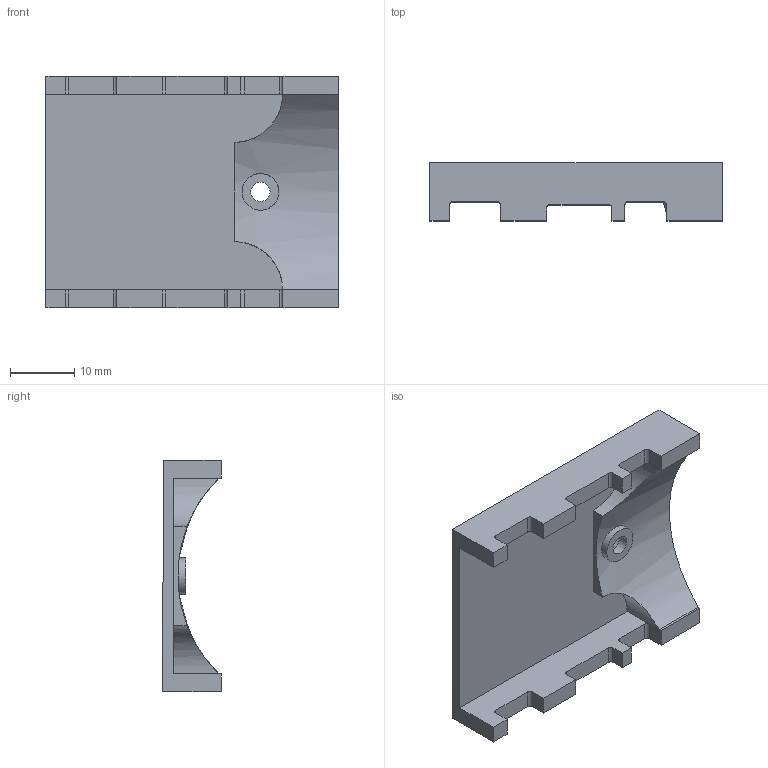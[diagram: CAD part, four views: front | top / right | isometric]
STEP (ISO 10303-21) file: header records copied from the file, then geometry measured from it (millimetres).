
FILE_DESCRIPTION(/* description */ (''),/* implementation_level */ '2;1');
FILE_NAME(/* name */ 'Mounting Block Cover.step',/* time_stamp */ '2022-02-21T10:23:28-08:00',/* author */ (''),/* organization */ (''),/* preprocessor_version */ 'ST-DEVELOPER v18.1',/* originating_system */ 'Autodesk Translation Framework v10.13.0.1454',/* authorisation */ '');
FILE_SCHEMA (('AUTOMOTIVE_DESIGN { 1 0 10303 214 3 1 1 }'));
Length unit declared in the file: millimetre
Products named in the file (1): Mounting Block Cover
Bounding box: 45.4 x 9.11 x 36 mm (x, y, z)
Volume: 5057.4 mm3; surface area: 4928.7 mm2
Topology: 1 solids, 1 shells, 59 faces, 164 edges, 109 vertices
Faces by surface type: plane 41, cylinder 18
Full cylindrical faces by diameter (mm): 3 x1, 5.7 x2
Entity records: 1979 total; most frequent: CARTESIAN_POINT 395, ORIENTED_EDGE 328, DIRECTION 313, EDGE_CURVE 164, LINE 123, VECTOR 123, VERTEX_POINT 109, AXIS2_PLACEMENT_3D 95
